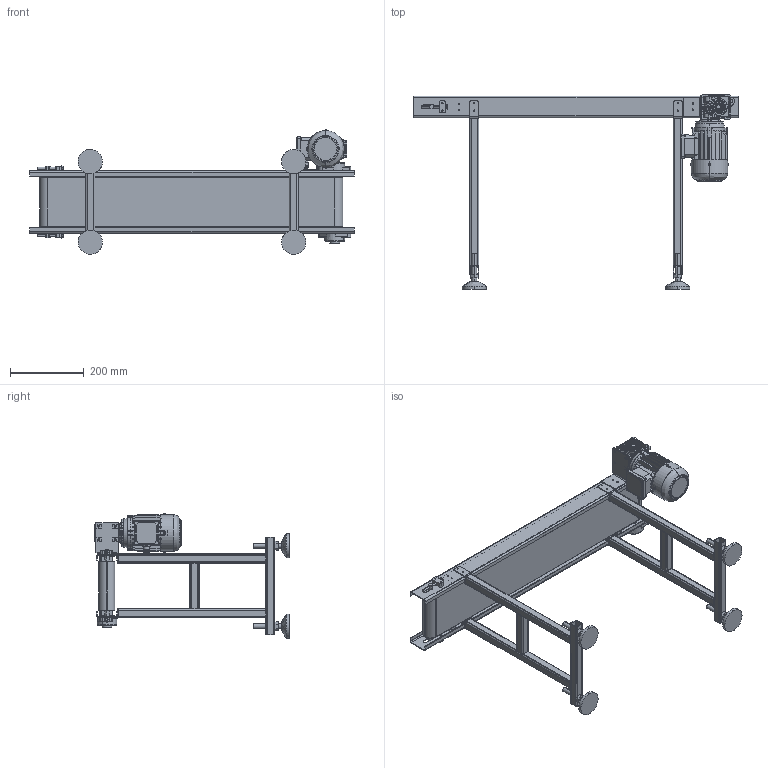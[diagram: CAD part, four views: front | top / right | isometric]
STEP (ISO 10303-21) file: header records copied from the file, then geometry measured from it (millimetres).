
FILE_DESCRIPTION(('FreeCAD Model'),'2;1');
FILE_NAME('Open CASCADE Shape Model','2025-04-30T18:52:35',('FreeCAD'),( 'FreeCAD'),'Open CASCADE STEP processor 7.6','FreeCAD','Unknown');
FILE_SCHEMA(('AUTOMOTIVE_DESIGN { 1 0 10303 214 1 1 1 1 }'));
Products named in the file (1): Open CASCADE STEP translator 7.6 1
Bounding box: 883.77 x 529.02 x 339 mm (x, y, z)
Volume: 3287211.2 mm3; surface area: 1949392 mm2
Topology: 57 solids, 57 shells, 2918 faces, 7474 edges, 4729 vertices
Faces by surface type: bspline 2918
Entity records: 89086 total; most frequent: CARTESIAN_POINT 46874, ORIENTED_EDGE 14758, EDGE_CURVE 7379, VERTEX_POINT 4729, B_SPLINE_CURVE_WITH_KNOTS 4351, FACE_BOUND 3286, EDGE_LOOP 3286, ADVANCED_FACE 2918
